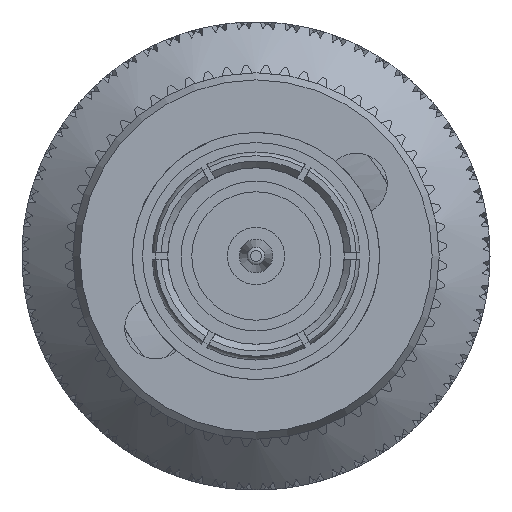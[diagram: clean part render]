
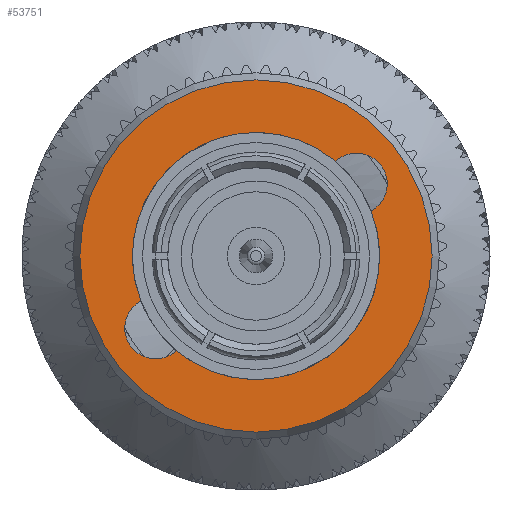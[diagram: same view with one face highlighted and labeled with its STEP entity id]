
A CAD part, left-side view. The second image highlights one B-rep face of the part: STEP entity #53751.
In plain terms, the highlighted planar face has unit normal (-1, 0, 0).
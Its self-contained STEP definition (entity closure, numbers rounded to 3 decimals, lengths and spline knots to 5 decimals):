
#330 = CARTESIAN_POINT ( 'NONE',  ( 0.33873, 0., 0. ) ) ;
#711 = CARTESIAN_POINT ( 'NONE',  ( 0.33873, -0.11901, 0.14157 ) ) ;
#1935 = EDGE_LOOP ( 'NONE', ( #70156 ) ) ;
#2536 = VERTEX_POINT ( 'NONE', #711 ) ;
#2845 = CARTESIAN_POINT ( 'NONE',  ( 0.33873, 0.11901, -0.14157 ) ) ;
#4748 = FACE_BOUND ( 'NONE', #32634, .T. ) ;
#5064 = CIRCLE ( 'NONE', #60363, 0.26339 ) ;
#5127 = CIRCLE ( 'NONE', #68781, 0.046 ) ;
#6021 = CARTESIAN_POINT ( 'NONE',  ( 0.33873, 0., 0. ) ) ;
#7682 = CARTESIAN_POINT ( 'NONE',  ( 0.33873, 0.17222, -0.0674 ) ) ;
#8106 = CARTESIAN_POINT ( 'NONE',  ( 0.33873, 0.15026, -0.10782 ) ) ;
#9970 = EDGE_CURVE ( 'NONE', #10269, #18352, #33778, .T. ) ;
#10269 = VERTEX_POINT ( 'NONE', #7682 ) ;
#10631 = DIRECTION ( 'NONE',  ( 0., 0., 1. ) ) ;
#11065 = ORIENTED_EDGE ( 'NONE', *, *, #19289, .F. ) ;
#11805 = DIRECTION ( 'NONE',  ( 0., 0., 1. ) ) ;
#13757 = AXIS2_PLACEMENT_3D ( 'NONE', #29774, #59318, #46917 ) ;
#17730 = DIRECTION ( 'NONE',  ( 0., 0., -1. ) ) ;
#18352 = VERTEX_POINT ( 'NONE', #2845 ) ;
#19289 = EDGE_CURVE ( 'NONE', #2536, #10269, #59827, .T. ) ;
#19786 = VERTEX_POINT ( 'NONE', #73463 ) ;
#21373 = DIRECTION ( 'NONE',  ( -1., 0., 0. ) ) ;
#26103 = DIRECTION ( 'NONE',  ( 1., 0., 0. ) ) ;
#26342 = AXIS2_PLACEMENT_3D ( 'NONE', #48581, #26103, #31450 ) ;
#29774 = CARTESIAN_POINT ( 'NONE',  ( 0.33873, 0., 0. ) ) ;
#30316 = AXIS2_PLACEMENT_3D ( 'NONE', #6021, #52574, #17730 ) ;
#31450 = DIRECTION ( 'NONE',  ( 0., 0., -1. ) ) ;
#32634 = EDGE_LOOP ( 'NONE', ( #11065, #43531, #34268, #43569 ) ) ;
#33778 = CIRCLE ( 'NONE', #45657, 0.046 ) ;
#34268 = ORIENTED_EDGE ( 'NONE', *, *, #37384, .F. ) ;
#34315 = EDGE_CURVE ( 'NONE', #19786, #2536, #5127, .T. ) ;
#37384 = EDGE_CURVE ( 'NONE', #18352, #19786, #41224, .T. ) ;
#41224 = CIRCLE ( 'NONE', #30316, 0.18494 ) ;
#43531 = ORIENTED_EDGE ( 'NONE', *, *, #34315, .F. ) ;
#43569 = ORIENTED_EDGE ( 'NONE', *, *, #9970, .F. ) ;
#43749 = PLANE ( 'NONE',  #26342 ) ;
#44945 = EDGE_CURVE ( 'NONE', #64356, #64356, #5064, .T. ) ;
#45657 = AXIS2_PLACEMENT_3D ( 'NONE', #8106, #21373, #10631 ) ;
#46917 = DIRECTION ( 'NONE',  ( 0., 0., -1. ) ) ;
#48581 = CARTESIAN_POINT ( 'NONE',  ( 0.33873, 0., -0.26339 ) ) ;
#52574 = DIRECTION ( 'NONE',  ( -1., 0., 0. ) ) ;
#53049 = DIRECTION ( 'NONE',  ( -1., 0., 0. ) ) ;
#53751 = ADVANCED_FACE ( 'NONE', ( #68599, #4748 ), #43749, .F. ) ;
#56022 = CARTESIAN_POINT ( 'NONE',  ( 0.33873, -0.15026, 0.10782 ) ) ;
#59318 = DIRECTION ( 'NONE',  ( -1., 0., 0. ) ) ;
#59827 = CIRCLE ( 'NONE', #13757, 0.18494 ) ;
#60363 = AXIS2_PLACEMENT_3D ( 'NONE', #330, #53049, #11805 ) ;
#61914 = CARTESIAN_POINT ( 'NONE',  ( 0.33873, 0., 0.26339 ) ) ;
#64356 = VERTEX_POINT ( 'NONE', #61914 ) ;
#67286 = DIRECTION ( 'NONE',  ( 0., 0., -1. ) ) ;
#67556 = DIRECTION ( 'NONE',  ( -1., 0., 0. ) ) ;
#68599 = FACE_OUTER_BOUND ( 'NONE', #1935, .T. ) ;
#68781 = AXIS2_PLACEMENT_3D ( 'NONE', #56022, #67556, #67286 ) ;
#70156 = ORIENTED_EDGE ( 'NONE', *, *, #44945, .T. ) ;
#73463 = CARTESIAN_POINT ( 'NONE',  ( 0.33873, -0.17222, 0.0674 ) ) ;
